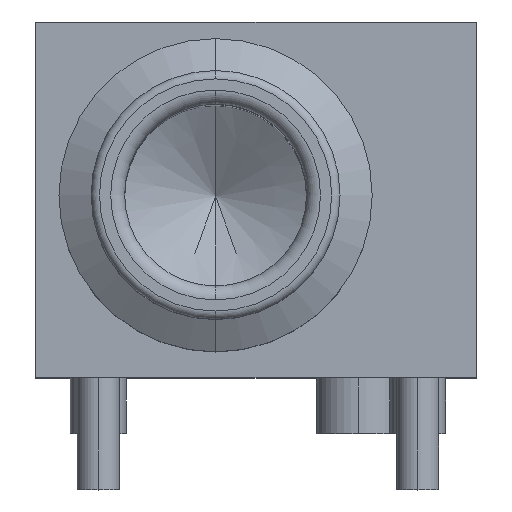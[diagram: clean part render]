
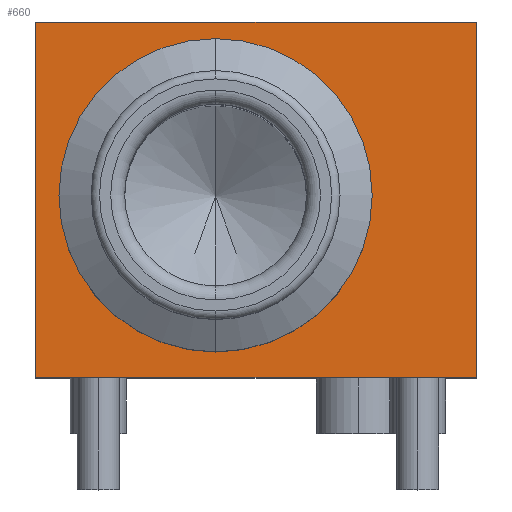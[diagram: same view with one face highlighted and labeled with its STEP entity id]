
A CAD part, top view. The second image highlights one B-rep face of the part: STEP entity #660.
In plain terms, the highlighted planar face has unit normal (0, 0, 1).
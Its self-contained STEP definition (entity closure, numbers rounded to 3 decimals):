
#1=DIRECTION('',(0.,1.,0.));
#2=VECTOR('',#1,12.7);
#3=CARTESIAN_POINT('',(9.32,0.,0.));
#4=LINE('',#3,#2);
#5=DIRECTION('',(1.,0.,0.));
#6=VECTOR('',#5,15.75);
#7=CARTESIAN_POINT('',(-6.43,0.,0.));
#8=LINE('',#7,#6);
#9=DIRECTION('',(0.,-1.,0.));
#10=VECTOR('',#9,12.7);
#11=CARTESIAN_POINT('',(-6.43,12.7,0.));
#12=LINE('',#11,#10);
#13=DIRECTION('',(-1.,0.,0.));
#14=VECTOR('',#13,15.75);
#15=CARTESIAN_POINT('',(9.32,12.7,0.));
#16=LINE('',#15,#14);
#17=CARTESIAN_POINT('',(0.,6.5,0.));
#18=DIRECTION('',(0.,0.,-1.));
#19=DIRECTION('',(0.,1.,0.));
#20=AXIS2_PLACEMENT_3D('',#17,#18,#19);
#22=CARTESIAN_POINT('',(0.,6.5,0.));
#23=DIRECTION('',(0.,0.,-1.));
#24=DIRECTION('',(0.,-1.,0.));
#25=AXIS2_PLACEMENT_3D('',#22,#23,#24);
#497=CARTESIAN_POINT('',(9.32,0.,0.));
#498=CARTESIAN_POINT('',(9.32,12.7,0.));
#499=VERTEX_POINT('',#497);
#500=VERTEX_POINT('',#498);
#501=CARTESIAN_POINT('',(-6.43,12.7,0.));
#502=CARTESIAN_POINT('',(-6.43,0.,0.));
#503=VERTEX_POINT('',#501);
#504=VERTEX_POINT('',#502);
#569=CARTESIAN_POINT('',(0.,12.1,0.));
#570=CARTESIAN_POINT('',(0.,0.9,0.));
#571=VERTEX_POINT('',#569);
#572=VERTEX_POINT('',#570);
#639=CARTESIAN_POINT('',(0.,0.,0.));
#640=DIRECTION('',(0.,0.,1.));
#641=DIRECTION('',(1.,0.,0.));
#642=AXIS2_PLACEMENT_3D('',#639,#640,#641);
#643=PLANE('',#642);
#645=ORIENTED_EDGE('',*,*,#644,.F.);
#647=ORIENTED_EDGE('',*,*,#646,.F.);
#649=ORIENTED_EDGE('',*,*,#648,.F.);
#651=ORIENTED_EDGE('',*,*,#650,.F.);
#652=EDGE_LOOP('',(#645,#647,#649,#651));
#653=FACE_OUTER_BOUND('',#652,.F.);
#655=ORIENTED_EDGE('',*,*,#654,.F.);
#657=ORIENTED_EDGE('',*,*,#656,.F.);
#658=EDGE_LOOP('',(#655,#657));
#659=FACE_BOUND('',#658,.F.);
#660=ADVANCED_FACE('',(#653,#659),#643,.T.);
#21=CIRCLE('',#20,5.6);
#26=CIRCLE('',#25,5.6);
#644=EDGE_CURVE('',#499,#500,#4,.T.);
#646=EDGE_CURVE('',#504,#499,#8,.T.);
#648=EDGE_CURVE('',#503,#504,#12,.T.);
#650=EDGE_CURVE('',#500,#503,#16,.T.);
#654=EDGE_CURVE('',#571,#572,#21,.T.);
#656=EDGE_CURVE('',#572,#571,#26,.T.);
